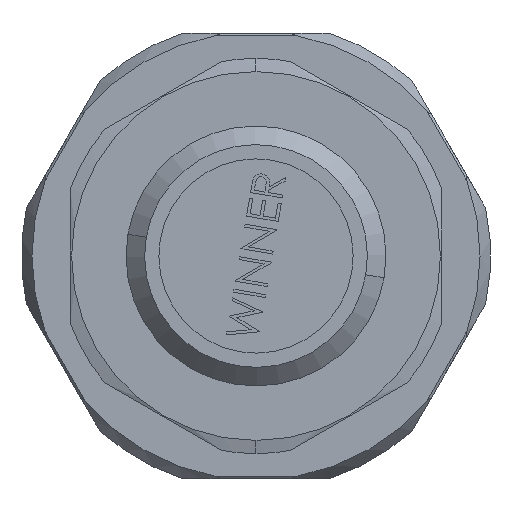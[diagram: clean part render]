
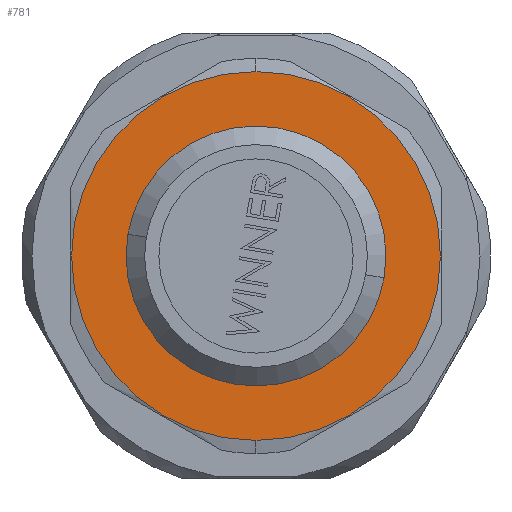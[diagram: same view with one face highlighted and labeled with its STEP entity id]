
A CAD part, left-side view. The second image highlights one B-rep face of the part: STEP entity #781.
In plain terms, the highlighted planar face has unit normal (-1, 0, 0).
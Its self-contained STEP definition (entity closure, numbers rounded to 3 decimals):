
#48 = EDGE_LOOP ( 'NONE', ( #22354, #2694 ) ) ;
#116 = DIRECTION ( 'NONE',  ( 0., 0., -1. ) ) ;
#463 = CARTESIAN_POINT ( 'NONE',  ( -5.9, 0., -9.8 ) ) ;
#466 = EDGE_LOOP ( 'NONE', ( #536, #20586 ) ) ;
#536 = ORIENTED_EDGE ( 'NONE', *, *, #13174, .F. ) ;
#781 = ADVANCED_FACE ( 'NONE', ( #10609, #26576 ), #19219, .T. ) ;
#1266 = VERTEX_POINT ( 'NONE', #463 ) ;
#1613 = AXIS2_PLACEMENT_3D ( 'NONE', #21304, #21392, #11211 ) ;
#2694 = ORIENTED_EDGE ( 'NONE', *, *, #7260, .T. ) ;
#3846 = AXIS2_PLACEMENT_3D ( 'NONE', #8176, #24815, #116 ) ;
#4193 = CARTESIAN_POINT ( 'NONE',  ( -5.9, 0., 14.9 ) ) ;
#4200 = CARTESIAN_POINT ( 'NONE',  ( -5.9, 0., 0. ) ) ;
#5017 = DIRECTION ( 'NONE',  ( 1., 0., 0. ) ) ;
#7063 = AXIS2_PLACEMENT_3D ( 'NONE', #9191, #5017, #13332 ) ;
#7260 = EDGE_CURVE ( 'NONE', #25100, #1266, #21982, .T. ) ;
#7559 = VERTEX_POINT ( 'NONE', #17080 ) ;
#8176 = CARTESIAN_POINT ( 'NONE',  ( -5.9, 0., 0. ) ) ;
#9191 = CARTESIAN_POINT ( 'NONE',  ( -5.9, 0., 0. ) ) ;
#10609 = FACE_OUTER_BOUND ( 'NONE', #466, .T. ) ;
#11211 = DIRECTION ( 'NONE',  ( 0., 0., 1. ) ) ;
#12514 = CIRCLE ( 'NONE', #3846, 14.9 ) ;
#12674 = CARTESIAN_POINT ( 'NONE',  ( -5.9, 0., 0. ) ) ;
#13174 = EDGE_CURVE ( 'NONE', #7559, #20218, #12514, .T. ) ;
#13332 = DIRECTION ( 'NONE',  ( 0., 0., -1. ) ) ;
#14621 = DIRECTION ( 'NONE',  ( 1., 0., 0. ) ) ;
#14742 = DIRECTION ( 'NONE',  ( 1., 0., 0. ) ) ;
#16771 = DIRECTION ( 'NONE',  ( 0., 0., -1. ) ) ;
#17080 = CARTESIAN_POINT ( 'NONE',  ( -5.9, 0., -14.9 ) ) ;
#18435 = EDGE_CURVE ( 'NONE', #20218, #7559, #21316, .T. ) ;
#18441 = CARTESIAN_POINT ( 'NONE',  ( -5.9, 0., 9.8 ) ) ;
#19099 = EDGE_CURVE ( 'NONE', #1266, #25100, #22273, .T. ) ;
#19219 = PLANE ( 'NONE',  #1613 ) ;
#20218 = VERTEX_POINT ( 'NONE', #4193 ) ;
#20400 = AXIS2_PLACEMENT_3D ( 'NONE', #4200, #14621, #22748 ) ;
#20586 = ORIENTED_EDGE ( 'NONE', *, *, #18435, .F. ) ;
#21304 = CARTESIAN_POINT ( 'NONE',  ( -5.9, 9.8, 0. ) ) ;
#21316 = CIRCLE ( 'NONE', #20400, 14.9 ) ;
#21392 = DIRECTION ( 'NONE',  ( -1., 0., 0. ) ) ;
#21982 = CIRCLE ( 'NONE', #25393, 9.8 ) ;
#22273 = CIRCLE ( 'NONE', #7063, 9.8 ) ;
#22354 = ORIENTED_EDGE ( 'NONE', *, *, #19099, .T. ) ;
#22748 = DIRECTION ( 'NONE',  ( 0., 0., -1. ) ) ;
#24815 = DIRECTION ( 'NONE',  ( 1., 0., 0. ) ) ;
#25100 = VERTEX_POINT ( 'NONE', #18441 ) ;
#25393 = AXIS2_PLACEMENT_3D ( 'NONE', #12674, #14742, #16771 ) ;
#26576 = FACE_BOUND ( 'NONE', #48, .T. ) ;
